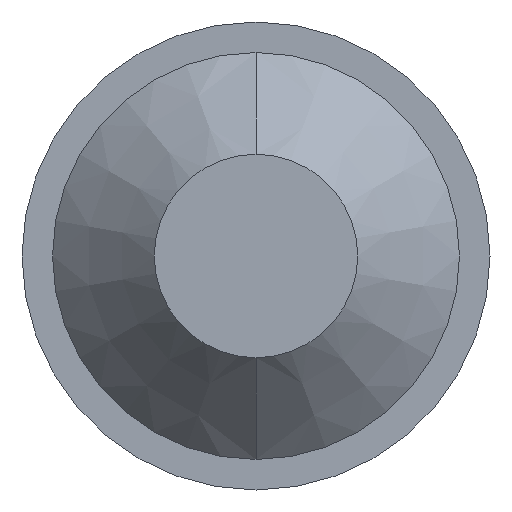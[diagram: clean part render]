
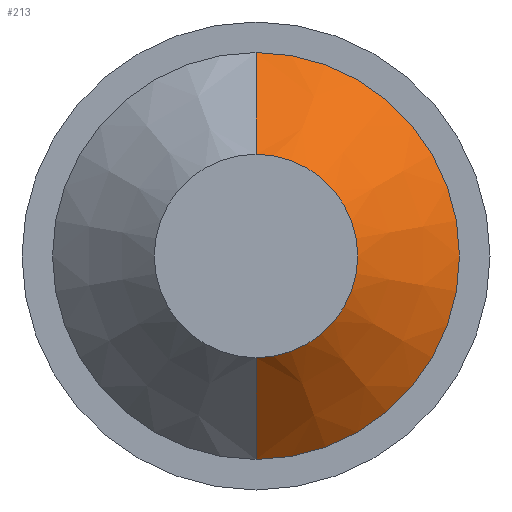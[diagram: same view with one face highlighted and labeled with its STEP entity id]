
A CAD part, front view. The second image highlights one B-rep face of the part: STEP entity #213.
In plain terms, the highlighted conical face has half-angle 45 degrees and reference radius 1 mm.
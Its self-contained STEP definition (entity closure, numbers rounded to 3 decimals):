
#12 = DIRECTION ( 'NONE',  ( 0., 0.707, -0.707 ) ) ;
#18 = DIRECTION ( 'NONE',  ( 0., 0., 1. ) ) ;
#40 = VECTOR ( 'NONE', #12, 1000. ) ;
#51 = ORIENTED_EDGE ( 'NONE', *, *, #362, .T. ) ;
#73 = CARTESIAN_POINT ( 'NONE',  ( 0., -6.5, -1. ) ) ;
#108 = VERTEX_POINT ( 'NONE', #283 ) ;
#114 = VERTEX_POINT ( 'NONE', #250 ) ;
#140 = LINE ( 'NONE', #73, #40 ) ;
#147 = EDGE_LOOP ( 'NONE', ( #276, #51, #332, #402 ) ) ;
#148 = AXIS2_PLACEMENT_3D ( 'NONE', #286, #156, #377 ) ;
#156 = DIRECTION ( 'NONE',  ( 0., 1., 0. ) ) ;
#162 = CARTESIAN_POINT ( 'NONE',  ( 0., -6.5, 0. ) ) ;
#166 = DIRECTION ( 'NONE',  ( 0., 0.707, 0.707 ) ) ;
#169 = CARTESIAN_POINT ( 'NONE',  ( 0., -7., 0. ) ) ;
#180 = LINE ( 'NONE', #268, #252 ) ;
#196 = CIRCLE ( 'NONE', #148, 1. ) ;
#213 = ADVANCED_FACE ( 'Defeature ausgef�hrt1_2', ( #382 ), #306, .T. ) ;
#218 = DIRECTION ( 'NONE',  ( 0., 0., 1. ) ) ;
#226 = DIRECTION ( 'NONE',  ( 0., 1., 0. ) ) ;
#238 = VERTEX_POINT ( 'NONE', #253 ) ;
#242 = EDGE_CURVE ( 'Defeature ausgef�hrt1_0+Defeature ausgef�hrt1_2+Defeature ausgef�hrt1_2+Defeature ausgef�hrt1_2', #238, #108, #196, .T. ) ;
#243 = AXIS2_PLACEMENT_3D ( 'NONE', #162, #226, #218 ) ;
#250 = CARTESIAN_POINT ( 'NONE',  ( 0., -7., -0.5 ) ) ;
#252 = VECTOR ( 'NONE', #166, 1000. ) ;
#253 = CARTESIAN_POINT ( 'NONE',  ( 0., -6.5, 1. ) ) ;
#268 = CARTESIAN_POINT ( 'NONE',  ( 0., -6.5, 1. ) ) ;
#276 = ORIENTED_EDGE ( 'NONE', *, *, #279, .F. ) ;
#279 = EDGE_CURVE ( 'Defeature ausgef�hrt1_1+Defeature ausgef�hrt1_2+Defeature ausgef�hrt1_2+Defeature ausgef�hrt1_2', #114, #400, #302, .T. ) ;
#283 = CARTESIAN_POINT ( 'NONE',  ( 0., -6.5, -1. ) ) ;
#286 = CARTESIAN_POINT ( 'NONE',  ( 0., -6.5, 0. ) ) ;
#292 = AXIS2_PLACEMENT_3D ( 'NONE', #169, #383, #18 ) ;
#300 = EDGE_CURVE ( 'NONE', #400, #238, #180, .T. ) ;
#302 = CIRCLE ( 'NONE', #292, 0.5 ) ;
#306 = CONICAL_SURFACE ( 'NONE', #243, 1., 0.785 ) ;
#332 = ORIENTED_EDGE ( 'NONE', *, *, #242, .F. ) ;
#362 = EDGE_CURVE ( 'NONE', #114, #108, #140, .T. ) ;
#377 = DIRECTION ( 'NONE',  ( 0., 0., 1. ) ) ;
#382 = FACE_OUTER_BOUND ( 'NONE', #147, .T. ) ;
#383 = DIRECTION ( 'NONE',  ( 0., -1., 0. ) ) ;
#388 = CARTESIAN_POINT ( 'NONE',  ( 0., -7., 0.5 ) ) ;
#400 = VERTEX_POINT ( 'NONE', #388 ) ;
#402 = ORIENTED_EDGE ( 'NONE', *, *, #300, .F. ) ;
